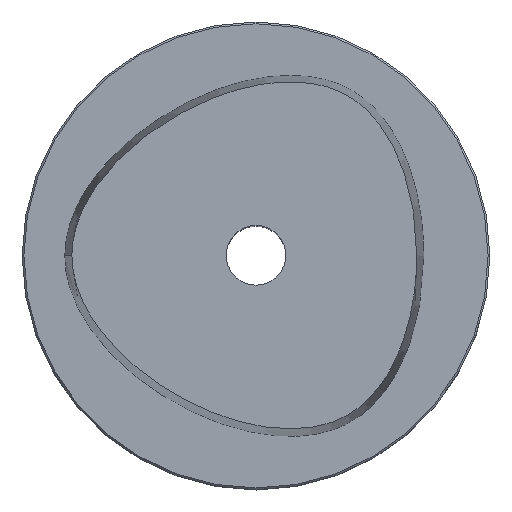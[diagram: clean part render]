
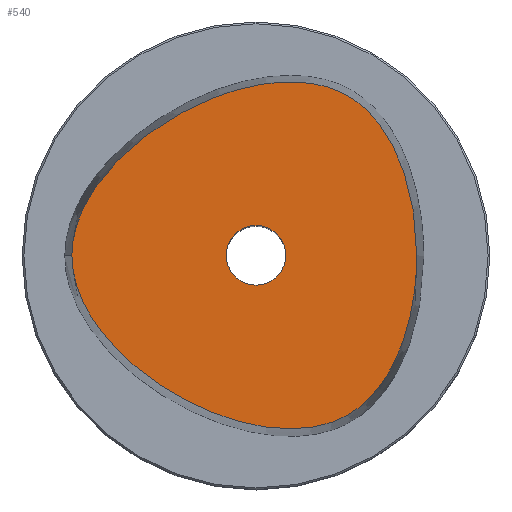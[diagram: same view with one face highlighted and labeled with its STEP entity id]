
A CAD part, top view. The second image highlights one B-rep face of the part: STEP entity #540.
In plain terms, the highlighted planar face has unit normal (0, 0, 1).
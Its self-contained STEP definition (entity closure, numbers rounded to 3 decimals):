
#48=CARTESIAN_POINT('',(-31.5,0.,48.));
#49=CARTESIAN_POINT('',(-31.5,-9.064,48.));
#50=CARTESIAN_POINT('',(-15.7,-27.193,48.));
#51=CARTESIAN_POINT('',(19.7,-34.121,48.));
#52=CARTESIAN_POINT('',(27.5,-11.374,48.));
#53=CARTESIAN_POINT('',(27.5,0.,48.));
#59=CARTESIAN_POINT('',(27.5,0.,48.));
#60=CARTESIAN_POINT('',(27.5,11.374,48.));
#61=CARTESIAN_POINT('',(19.7,34.121,48.));
#62=CARTESIAN_POINT('',(-15.7,27.193,48.));
#63=CARTESIAN_POINT('',(-31.5,9.064,48.));
#64=CARTESIAN_POINT('',(-31.5,0.,48.));
#69=CARTESIAN_POINT('',(0.,0.,48.));
#70=DIRECTION('',(0.,0.,-1.));
#71=DIRECTION('',(-1.,0.,0.));
#72=AXIS2_PLACEMENT_3D('',#69,#70,#71);
#77=CARTESIAN_POINT('',(0.,0.,48.));
#78=DIRECTION('',(0.,0.,-1.));
#79=DIRECTION('',(1.,0.,0.));
#80=AXIS2_PLACEMENT_3D('',#77,#78,#79);
#487=VERTEX_POINT('',#48);
#488=VERTEX_POINT('',#53);
#491=CARTESIAN_POINT('',(-5.1,0.,48.));
#492=CARTESIAN_POINT('',(5.1,0.,48.));
#493=VERTEX_POINT('',#491);
#494=VERTEX_POINT('',#492);
#523=CARTESIAN_POINT('',(0.,0.,48.));
#524=DIRECTION('',(0.,0.,-1.));
#525=DIRECTION('',(-1.,0.,0.));
#526=AXIS2_PLACEMENT_3D('',#523,#524,#525);
#527=PLANE('',#526);
#529=ORIENTED_EDGE('',*,*,#528,.F.);
#531=ORIENTED_EDGE('',*,*,#530,.F.);
#532=EDGE_LOOP('',(#529,#531));
#533=FACE_OUTER_BOUND('',#532,.F.);
#535=ORIENTED_EDGE('',*,*,#534,.F.);
#537=ORIENTED_EDGE('',*,*,#536,.F.);
#538=EDGE_LOOP('',(#535,#537));
#539=FACE_BOUND('',#538,.F.);
#54=B_SPLINE_CURVE_WITH_KNOTS('',3,(#48,#49,#50,#51,#52,#53),.UNSPECIFIED.,.F.,
.F.,(4,1,1,4),(0.,0.333,0.667,1.),.UNSPECIFIED.);
#65=B_SPLINE_CURVE_WITH_KNOTS('',3,(#59,#60,#61,#62,#63,#64),.UNSPECIFIED.,.F.,
.F.,(4,1,1,4),(0.,0.333,0.667,1.),.UNSPECIFIED.);
#73=CIRCLE('',#72,5.1);
#81=CIRCLE('',#80,5.1);
#528=EDGE_CURVE('',#487,#488,#54,.T.);
#530=EDGE_CURVE('',#488,#487,#65,.T.);
#534=EDGE_CURVE('',#493,#494,#73,.T.);
#536=EDGE_CURVE('',#494,#493,#81,.T.);
#540=ADVANCED_FACE('',(#533,#539),#527,.F.);
